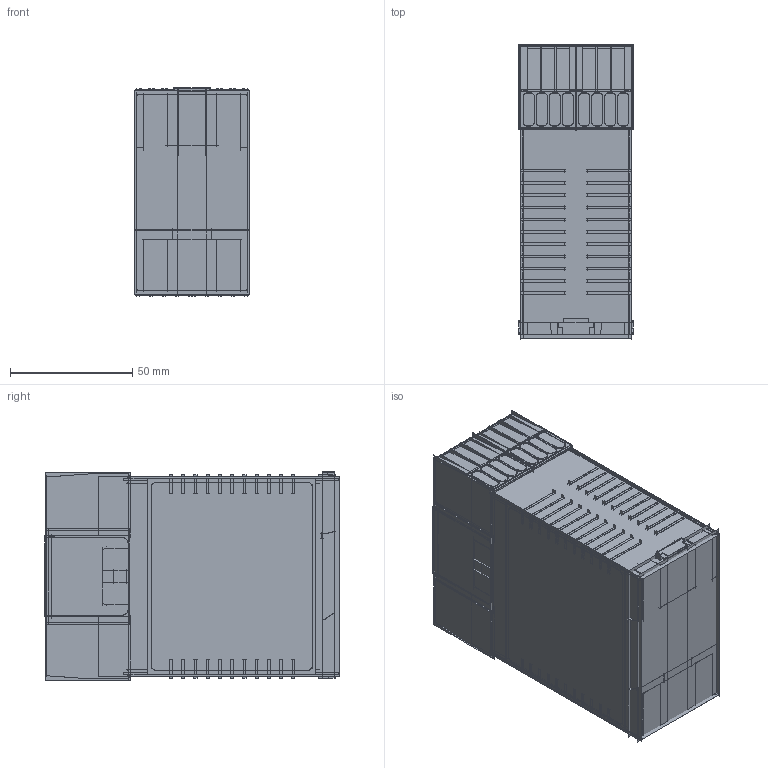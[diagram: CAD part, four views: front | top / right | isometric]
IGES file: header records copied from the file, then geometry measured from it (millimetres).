
Start section:  PTC IGES file: 192603.igs
Global section: file name: 192603.igs; native system: Creo Parametric by Parametric Technology Corporation; preprocessor: 2016010; author: PDMAdmin; organization: Unknown; date: 20160520.121547; units: millimetre
Bounding box: 46.8 x 120.39 x 85.33 mm (x, y, z)
Volume: 106704.7 mm3; surface area: 648384.4 mm2
Topology: 11 solids, 11 shells, 3216 faces, 16904 edges, 20932 vertices
Faces by surface type: bspline 2386, revolution 830
